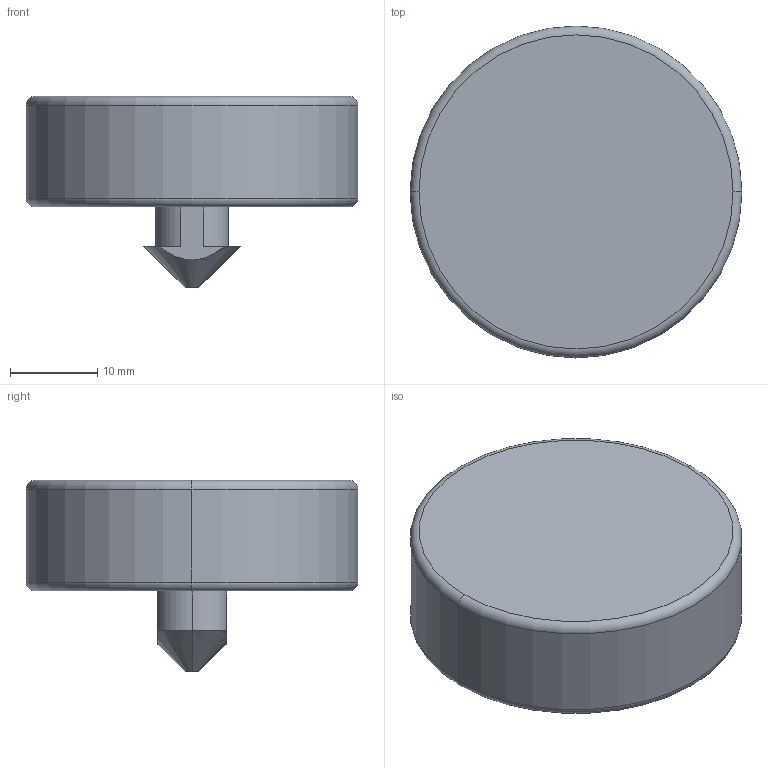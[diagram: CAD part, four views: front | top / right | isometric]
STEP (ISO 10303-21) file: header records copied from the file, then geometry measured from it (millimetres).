
FILE_DESCRIPTION(('CATIA V5 STEP Exchange','CAx-IF Rec.Pracs.--- Model Styling and Organization---1.5--- 2016-08-15','CAx-IF Rec.Pracs.---Supplemental Geometry---1.0---2011-11-01','CAx-IF Rec.Pracs.--- Composite Materials ---1.1---2010-07-15'),'2;1');
FILE_NAME('DE1129-.50.stp','2024-05-22T15:00:57+00:00',('none'),('none'),'CATIA Version 5-6 Release 2022 SP3','CATIA V5 STEP AP214 Edition 3 v2','none');
FILE_SCHEMA(('AUTOMOTIVE_DESIGN { 1 0 10303 214 3 1 1 1 }'));
Length unit declared in the file: inch
Products named in the file (1): DE1129-.50
Bounding box: 38.1 x 38.1 x 21.96 mm (x, y, z)
Volume: 14839.6 mm3; surface area: 3912.3 mm2
Topology: 1 solids, 1 shells, 19 faces, 44 edges, 28 vertices
Faces by surface type: plane 7, cylinder 6, torus 4, cone 2
Entity records: 566 total; most frequent: CARTESIAN_POINT 122, ORIENTED_EDGE 88, DIRECTION 72, EDGE_CURVE 44, AXIS2_PLACEMENT_3D 42, VERTEX_POINT 28, CIRCLE 26, EDGE_LOOP 20
